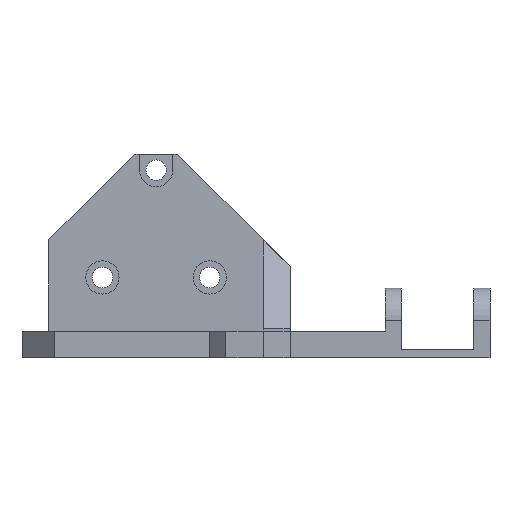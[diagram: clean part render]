
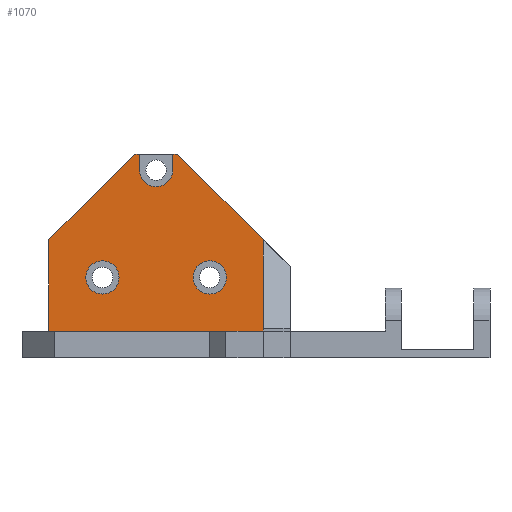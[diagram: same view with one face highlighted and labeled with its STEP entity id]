
A CAD part, front view. The second image highlights one B-rep face of the part: STEP entity #1070.
In plain terms, the highlighted planar face has unit normal (0, -1, 0).
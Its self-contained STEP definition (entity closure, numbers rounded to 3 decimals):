
#25=FACE_BOUND('',#181,.T.);
#26=FACE_BOUND('',#182,.T.);
#66=CIRCLE('',#1150,3.1);
#67=CIRCLE('',#1151,3.1);
#68=CIRCLE('',#1152,3.1);
#114=FACE_OUTER_BOUND('',#180,.T.);
#180=EDGE_LOOP('',(#841,#842,#843,#844,#845,#846,#847,#848,#849,#850));
#181=EDGE_LOOP('',(#851));
#182=EDGE_LOOP('',(#852));
#295=LINE('',#1648,#409);
#306=LINE('',#1677,#420);
#310=LINE('',#1686,#424);
#312=LINE('',#1691,#426);
#313=LINE('',#1693,#427);
#314=LINE('',#1694,#428);
#315=LINE('',#1696,#429);
#316=LINE('',#1698,#430);
#317=LINE('',#1699,#431);
#409=VECTOR('',#1326,40.);
#420=VECTOR('',#1349,3.);
#424=VECTOR('',#1355,3.);
#426=VECTOR('',#1361,0.9);
#427=VECTOR('',#1362,22.627);
#428=VECTOR('',#1363,17.);
#429=VECTOR('',#1364,17.);
#430=VECTOR('',#1365,22.627);
#431=VECTOR('',#1366,0.9);
#525=VERTEX_POINT('',#1645);
#526=VERTEX_POINT('',#1647);
#537=VERTEX_POINT('',#1674);
#538=VERTEX_POINT('',#1676);
#541=VERTEX_POINT('',#1683);
#542=VERTEX_POINT('',#1685);
#543=VERTEX_POINT('',#1690);
#544=VERTEX_POINT('',#1692);
#545=VERTEX_POINT('',#1695);
#546=VERTEX_POINT('',#1697);
#547=VERTEX_POINT('',#1700);
#548=VERTEX_POINT('',#1702);
#645=EDGE_CURVE('',#525,#526,#295,.T.);
#660=EDGE_CURVE('',#538,#537,#306,.T.);
#664=EDGE_CURVE('',#542,#541,#310,.T.);
#666=EDGE_CURVE('',#537,#542,#66,.T.);
#667=EDGE_CURVE('',#541,#543,#312,.T.);
#668=EDGE_CURVE('',#544,#543,#313,.T.);
#669=EDGE_CURVE('',#526,#544,#314,.T.);
#670=EDGE_CURVE('',#525,#545,#315,.T.);
#671=EDGE_CURVE('',#546,#545,#316,.T.);
#672=EDGE_CURVE('',#546,#538,#317,.T.);
#673=EDGE_CURVE('',#547,#547,#67,.T.);
#674=EDGE_CURVE('',#548,#548,#68,.T.);
#841=ORIENTED_EDGE('',*,*,#660,.T.);
#842=ORIENTED_EDGE('',*,*,#666,.T.);
#843=ORIENTED_EDGE('',*,*,#664,.T.);
#844=ORIENTED_EDGE('',*,*,#667,.T.);
#845=ORIENTED_EDGE('',*,*,#668,.F.);
#846=ORIENTED_EDGE('',*,*,#669,.F.);
#847=ORIENTED_EDGE('',*,*,#645,.F.);
#848=ORIENTED_EDGE('',*,*,#670,.T.);
#849=ORIENTED_EDGE('',*,*,#671,.F.);
#850=ORIENTED_EDGE('',*,*,#672,.T.);
#851=ORIENTED_EDGE('',*,*,#673,.T.);
#852=ORIENTED_EDGE('',*,*,#674,.T.);
#1024=PLANE('',#1149);
#1070=ADVANCED_FACE('',(#114,#25,#26),#1024,.T.);
#1149=AXIS2_PLACEMENT_3D('',#1688,#1357,#1358);
#1150=AXIS2_PLACEMENT_3D('',#1689,#1359,#1360);
#1151=AXIS2_PLACEMENT_3D('',#1701,#1367,#1368);
#1152=AXIS2_PLACEMENT_3D('',#1703,#1369,#1370);
#1326=DIRECTION('',(-1.,0.,0.));
#1349=DIRECTION('',(0.,0.,-1.));
#1355=DIRECTION('',(0.,0.,1.));
#1357=DIRECTION('center_axis',(0.,-1.,0.));
#1358=DIRECTION('ref_axis',(0.,0.,-1.));
#1359=DIRECTION('center_axis',(0.,1.,0.));
#1360=DIRECTION('ref_axis',(1.,0.,0.));
#1361=DIRECTION('',(-1.,0.,0.));
#1362=DIRECTION('',(0.707,0.,0.707));
#1363=DIRECTION('',(0.,0.,1.));
#1364=DIRECTION('',(0.,0.,1.));
#1365=DIRECTION('',(0.707,0.,-0.707));
#1366=DIRECTION('',(-1.,0.,0.));
#1367=DIRECTION('center_axis',(0.,1.,0.));
#1368=DIRECTION('ref_axis',(1.,0.,0.));
#1369=DIRECTION('center_axis',(0.,1.,0.));
#1370=DIRECTION('ref_axis',(1.,0.,0.));
#1645=CARTESIAN_POINT('',(2.125,1.,0.));
#1647=CARTESIAN_POINT('',(-37.875,1.,0.));
#1648=CARTESIAN_POINT('',(1.007,1.,0.));
#1674=CARTESIAN_POINT('',(-14.775,1.,30.));
#1676=CARTESIAN_POINT('',(-14.775,1.,33.));
#1677=CARTESIAN_POINT('',(-14.775,1.,15.));
#1683=CARTESIAN_POINT('',(-20.975,1.,33.));
#1685=CARTESIAN_POINT('',(-20.975,1.,30.));
#1686=CARTESIAN_POINT('',(-20.975,1.,16.5));
#1688=CARTESIAN_POINT('Origin',(2.125,1.,0.));
#1689=CARTESIAN_POINT('Origin',(-17.875,1.,30.));
#1690=CARTESIAN_POINT('',(-21.875,1.,33.));
#1691=CARTESIAN_POINT('',(-37.875,1.,33.));
#1692=CARTESIAN_POINT('',(-37.875,1.,17.));
#1693=CARTESIAN_POINT('',(-28.125,1.,26.75));
#1694=CARTESIAN_POINT('',(-37.875,1.,0.));
#1695=CARTESIAN_POINT('',(2.125,1.,17.));
#1696=CARTESIAN_POINT('',(2.125,1.,0.));
#1697=CARTESIAN_POINT('',(-13.875,1.,33.));
#1698=CARTESIAN_POINT('',(3.625,1.,15.5));
#1699=CARTESIAN_POINT('',(-37.875,1.,33.));
#1700=CARTESIAN_POINT('',(-24.775,1.,10.));
#1701=CARTESIAN_POINT('Origin',(-27.875,1.,10.));
#1702=CARTESIAN_POINT('',(-4.775,1.,10.));
#1703=CARTESIAN_POINT('Origin',(-7.875,1.,10.));
